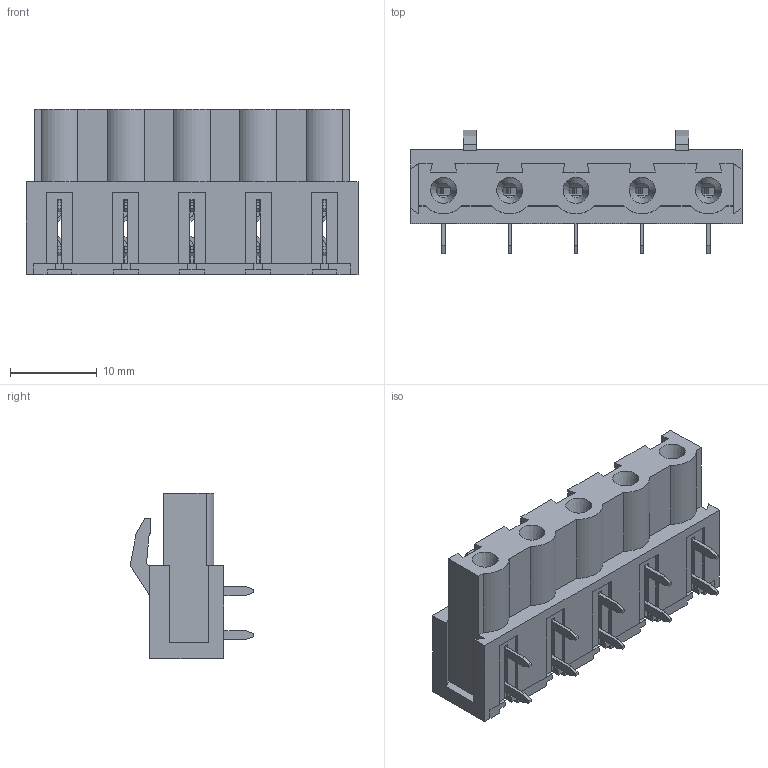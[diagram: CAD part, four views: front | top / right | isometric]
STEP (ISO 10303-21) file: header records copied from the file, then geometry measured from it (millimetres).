
FILE_DESCRIPTION( ( 'Unknown' ), '1' );
FILE_NAME( '691309410005.stp', 'Unknown', ( 'Unknown' ), ( 'Unknown' ), 'PSStep 14.0', 'Unknown', ' ' );
FILE_SCHEMA( ( 'AUTOMOTIVE_DESIGN { 1 0 10303 214 1 1 1 1 }' ) );
Length unit declared in the file: millimetre
Products named in the file (4): Assem1; 6913094100xx_PIN; 691309410005; 691309410005_CAPOT
Assembly tree (7 placements, depth 2):
  Assem1
    6913094100xx_PIN  x5
    691309410005
    691309410005_CAPOT
Bounding box: 38.2 x 14.25 x 19 mm (x, y, z)
Volume: 2880.1 mm3; surface area: 6325.9 mm2
Topology: 7 solids, 7 shells, 755 faces, 2092 edges, 1346 vertices
Faces by surface type: plane 550, cylinder 182, cone 13, sphere 10
Full cylindrical faces by diameter (mm): 0.9 x10
Entity records: 16793 total; most frequent: CARTESIAN_POINT 2480, ORIENTED_EDGE 2328, DIRECTION 2127, EDGE_CURVE 1164, LINE 1003, VECTOR 1003, VERTEX_POINT 771, AXIS2_PLACEMENT_3D 562
